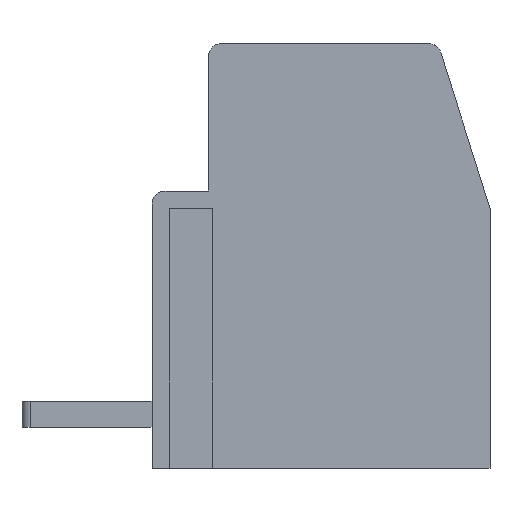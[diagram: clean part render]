
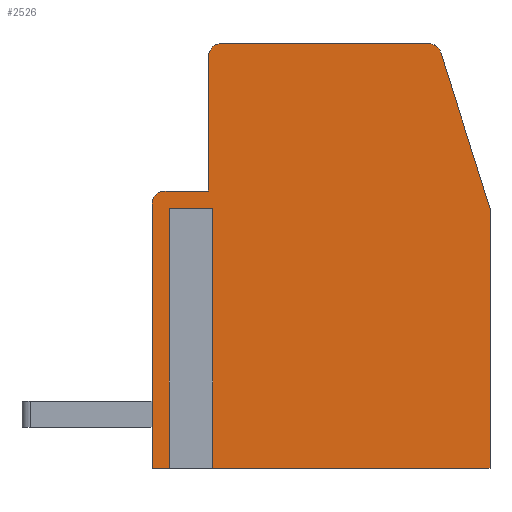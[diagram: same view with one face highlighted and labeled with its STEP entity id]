
A CAD part, left-side view. The second image highlights one B-rep face of the part: STEP entity #2526.
In plain terms, the highlighted planar face has unit normal (-1, 0, 0).
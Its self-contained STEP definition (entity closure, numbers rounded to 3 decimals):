
#160=PLANE('',#2773);
#297=FACE_OUTER_BOUND('',#448,.T.);
#448=EDGE_LOOP('',(#2147,#2148,#2149,#2150,#2151,#2152,#2153,#2154,#2155,
#2156,#2157,#2158,#2159,#2160));
#672=LINE('',#4219,#957);
#679=LINE('',#4233,#964);
#682=LINE('',#4238,#967);
#684=LINE('',#4243,#969);
#685=LINE('',#4245,#970);
#686=LINE('',#4247,#971);
#687=LINE('',#4251,#972);
#688=LINE('',#4255,#973);
#689=LINE('',#4257,#974);
#690=LINE('',#4261,#975);
#691=LINE('',#4262,#976);
#957=VECTOR('',#3305,10.);
#964=VECTOR('',#3316,10.);
#967=VECTOR('',#3321,10.);
#969=VECTOR('',#3327,1.);
#970=VECTOR('',#3328,1.);
#971=VECTOR('',#3329,10.);
#972=VECTOR('',#3332,10.);
#973=VECTOR('',#3335,10.);
#974=VECTOR('',#3336,10.);
#975=VECTOR('',#3339,1.);
#976=VECTOR('',#3340,1.);
#1114=CIRCLE('',#2774,0.3);
#1115=CIRCLE('',#2775,0.3);
#1116=CIRCLE('',#2776,0.3);
#1265=VERTEX_POINT('',#4217);
#1266=VERTEX_POINT('',#4218);
#1269=VERTEX_POINT('',#4226);
#1271=VERTEX_POINT('',#4232);
#1273=VERTEX_POINT('',#4242);
#1274=VERTEX_POINT('',#4244);
#1275=VERTEX_POINT('',#4246);
#1276=VERTEX_POINT('',#4248);
#1277=VERTEX_POINT('',#4250);
#1278=VERTEX_POINT('',#4252);
#1279=VERTEX_POINT('',#4254);
#1280=VERTEX_POINT('',#4256);
#1281=VERTEX_POINT('',#4258);
#1282=VERTEX_POINT('',#4260);
#1567=EDGE_CURVE('',#1265,#1266,#672,.T.);
#1574=EDGE_CURVE('',#1269,#1271,#679,.T.);
#1577=EDGE_CURVE('',#1271,#1265,#682,.T.);
#1579=EDGE_CURVE('',#1273,#1266,#684,.T.);
#1580=EDGE_CURVE('',#1273,#1274,#685,.T.);
#1581=EDGE_CURVE('',#1274,#1275,#686,.T.);
#1582=EDGE_CURVE('',#1275,#1276,#1114,.T.);
#1583=EDGE_CURVE('',#1276,#1277,#687,.T.);
#1584=EDGE_CURVE('',#1277,#1278,#1115,.T.);
#1585=EDGE_CURVE('',#1278,#1279,#688,.T.);
#1586=EDGE_CURVE('',#1279,#1280,#689,.T.);
#1587=EDGE_CURVE('',#1280,#1281,#1116,.T.);
#1588=EDGE_CURVE('',#1282,#1281,#690,.T.);
#1589=EDGE_CURVE('',#1269,#1282,#691,.T.);
#2147=ORIENTED_EDGE('',*,*,#1574,.T.);
#2148=ORIENTED_EDGE('',*,*,#1577,.T.);
#2149=ORIENTED_EDGE('',*,*,#1567,.T.);
#2150=ORIENTED_EDGE('',*,*,#1579,.F.);
#2151=ORIENTED_EDGE('',*,*,#1580,.T.);
#2152=ORIENTED_EDGE('',*,*,#1581,.T.);
#2153=ORIENTED_EDGE('',*,*,#1582,.T.);
#2154=ORIENTED_EDGE('',*,*,#1583,.T.);
#2155=ORIENTED_EDGE('',*,*,#1584,.T.);
#2156=ORIENTED_EDGE('',*,*,#1585,.T.);
#2157=ORIENTED_EDGE('',*,*,#1586,.T.);
#2158=ORIENTED_EDGE('',*,*,#1587,.T.);
#2159=ORIENTED_EDGE('',*,*,#1588,.F.);
#2160=ORIENTED_EDGE('',*,*,#1589,.F.);
#2526=ADVANCED_FACE('',(#297),#160,.F.);
#2773=AXIS2_PLACEMENT_3D('',#4241,#3325,#3326);
#2774=AXIS2_PLACEMENT_3D('',#4249,#3330,#3331);
#2775=AXIS2_PLACEMENT_3D('',#4253,#3333,#3334);
#2776=AXIS2_PLACEMENT_3D('',#4259,#3337,#3338);
#3305=DIRECTION('',(0.,0.,-1.));
#3316=DIRECTION('',(0.,0.,1.));
#3321=DIRECTION('',(0.,-1.,0.));
#3325=DIRECTION('center_axis',(1.,0.,0.));
#3326=DIRECTION('ref_axis',(0.,0.,1.));
#3327=DIRECTION('',(0.,1.,0.));
#3328=DIRECTION('',(0.,0.,1.));
#3329=DIRECTION('',(0.,0.301,0.954));
#3330=DIRECTION('center_axis',(-1.,0.,0.));
#3331=DIRECTION('ref_axis',(0.,0.,1.));
#3332=DIRECTION('',(0.,1.,0.));
#3333=DIRECTION('center_axis',(-1.,0.,0.));
#3334=DIRECTION('ref_axis',(0.,1.,0.));
#3335=DIRECTION('',(0.,0.,-1.));
#3336=DIRECTION('',(0.,1.,0.));
#3337=DIRECTION('center_axis',(-1.,0.,0.));
#3338=DIRECTION('ref_axis',(0.,1.,0.));
#3339=DIRECTION('',(0.,0.,1.));
#3340=DIRECTION('',(0.,1.,0.));
#4217=CARTESIAN_POINT('',(0.,6.4,6.));
#4218=CARTESIAN_POINT('',(0.,6.4,0.));
#4219=CARTESIAN_POINT('',(0.,6.4,0.));
#4226=CARTESIAN_POINT('',(0.,7.4,0.));
#4232=CARTESIAN_POINT('',(0.,7.4,6.));
#4233=CARTESIAN_POINT('',(0.,7.4,3.));
#4238=CARTESIAN_POINT('',(0.,3.2,6.));
#4241=CARTESIAN_POINT('Origin',(0.,0.,0.));
#4242=CARTESIAN_POINT('',(0.,0.,0.));
#4243=CARTESIAN_POINT('',(0.,0.,0.));
#4244=CARTESIAN_POINT('',(0.,0.,6.));
#4245=CARTESIAN_POINT('',(0.,0.,0.));
#4246=CARTESIAN_POINT('',(0.,1.134,9.59));
#4247=CARTESIAN_POINT('',(0.,-0.295,5.067));
#4248=CARTESIAN_POINT('',(0.,1.42,9.8));
#4249=CARTESIAN_POINT('Origin',(0.,1.42,9.5));
#4250=CARTESIAN_POINT('',(0.,6.2,9.8));
#4251=CARTESIAN_POINT('',(0.,3.1,9.8));
#4252=CARTESIAN_POINT('',(0.,6.5,9.5));
#4253=CARTESIAN_POINT('Origin',(0.,6.2,9.5));
#4254=CARTESIAN_POINT('',(0.,6.5,6.4));
#4255=CARTESIAN_POINT('',(0.,6.5,3.2));
#4256=CARTESIAN_POINT('',(0.,7.5,6.4));
#4257=CARTESIAN_POINT('',(0.,3.75,6.4));
#4258=CARTESIAN_POINT('',(0.,7.8,6.1));
#4259=CARTESIAN_POINT('Origin',(0.,7.5,6.1));
#4260=CARTESIAN_POINT('',(0.,7.8,0.));
#4261=CARTESIAN_POINT('',(0.,7.8,0.));
#4262=CARTESIAN_POINT('',(0.,0.,0.));
